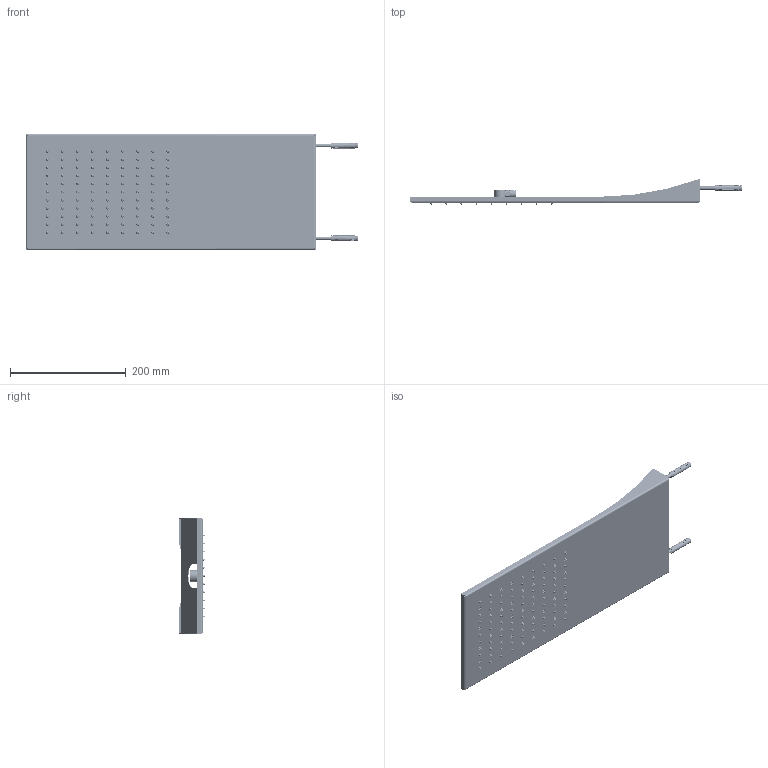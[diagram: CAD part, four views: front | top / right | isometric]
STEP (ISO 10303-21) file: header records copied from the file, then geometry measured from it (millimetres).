
FILE_DESCRIPTION(('STEP AP214'),'1');
FILE_NAME('Art.33052.stp','2021-10-07T08:35:16',(' '),(' '),'Spatial InterOp 3D',' ',' ');
FILE_SCHEMA(('AUTOMOTIVE_DESIGN { 1 0 10303 214 1 1 1 1 }'));
Length unit declared in the file: millimetre
Products named in the file (244): Art.33052; S.01006; S.00150; ASSEM1; 22280; S.00311; S.01019; S.00108; S.01017b; S.01017; S.01017a; S.01030; 23415; S.00244; 21736; 22322; P.00100; T.RA013; 22323; P_13025; S.00103; 23416
Assembly tree (356 placements, depth 5):
  Art.33052
    S.01006  x4
    S.00150  x4
      ASSEM1
      S.00150
    22280  x4
    S.00311  x4
      ASSEM1
      (unnamed)
      (unnamed)
      (unnamed)
      (unnamed)
      S.00311
    S.01019  x2
      S.00108
      S.01017
        S.01017b
          ASSEM1
          S.01017b
        S.01017a
      S.01030
        ASSEM1
        (unnamed)
        (unnamed)
        (unnamed)
        S.01030
    23415
    S.00244
      ASSEM1
      S.00244
    21736  x2
    22322
      ASSEM1
      (unnamed)
      (unnamed)
      (unnamed)
      (unnamed)
      (unnamed)
      (unnamed)
      (unnamed)
      (unnamed)
      (unnamed)
      (unnamed)
      (unnamed)
      (unnamed)
      (unnamed)
      (unnamed)
      (unnamed)
      (unnamed)
      (unnamed)
      (unnamed)
      (unnamed)
      (unnamed)
      (unnamed)
      (unnamed)
      (unnamed)
      (unnamed)
      (unnamed)
      (unnamed)
      (unnamed)
Bounding box: 572.7 x 43.3 x 200 mm (x, y, z)
Volume: 386372.5 mm3; surface area: 656781 mm2
Topology: 133 solids, 133 shells, 3319 faces, 7995 edges, 5250 vertices
Faces by surface type: torus 1165, cylinder 987, plane 976, cone 153, sphere 25, bspline 8, extrusion 5
Full cylindrical faces by diameter (mm): 0.4 x4, 1.5 x99, 1.7 x99, 2.5 x4, 3 x4, 3.1 x99, 3.2 x4, 3.3 x99, 4.3 x4, 5 x202, 6 x7, 6.5 x2, 6.7 x4, 7.6 x2, 8 x1, 8.15 x1, 8.3 x1, 8.4 x2, 8.566 x1, 8.8 x2, 9.4 x1, 9.6 x1, 9.8 x4, 10 x103, 10.4 x2, 11.5 x2, 13 x1, 13.5 x1, 13.9 x2, 14.1 x1
Entity records: 44366 total; most frequent: CARTESIAN_POINT 5578, DIRECTION 5376, ORIENTED_EDGE 3580, AXIS2_PLACEMENT_3D 2305, EDGE_CURVE 1790, EDGE_LOOP 1548, VERTEX_POINT 1317, FACE_OUTER_BOUND 1077
